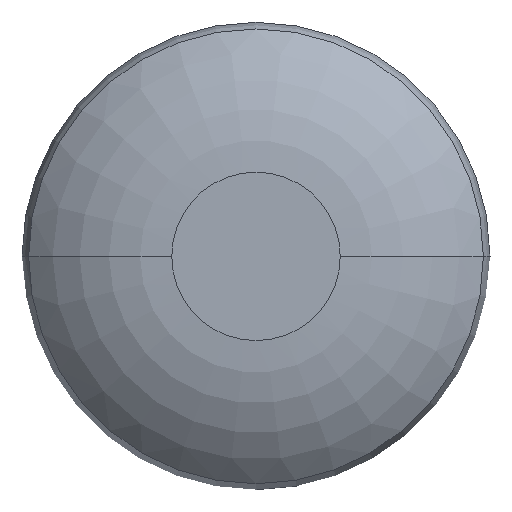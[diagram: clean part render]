
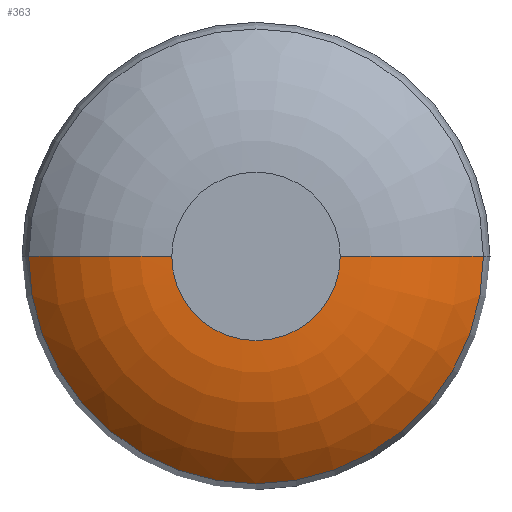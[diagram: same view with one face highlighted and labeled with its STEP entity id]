
A CAD part, left-side view. The second image highlights one B-rep face of the part: STEP entity #363.
In plain terms, the highlighted toroidal (fillet/blend) face has major radius 2.388 mm and minor radius 5.639 mm.
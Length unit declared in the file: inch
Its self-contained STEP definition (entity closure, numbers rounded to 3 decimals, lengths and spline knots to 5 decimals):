
#15 = CARTESIAN_POINT ( 'NONE',  ( 0.068, 0., 0. ) ) ;
#21 = DIRECTION ( 'NONE',  ( 1., 0., 0. ) ) ;
#28 = CARTESIAN_POINT ( 'NONE',  ( 0.068, 0.2539, 0. ) ) ;
#60 = EDGE_CURVE ( 'NONE', #763, #483, #673, .T. ) ;
#73 = DIRECTION ( 'NONE',  ( 0., 1., 0. ) ) ;
#85 = EDGE_CURVE ( 'NONE', #394, #483, #813, .T. ) ;
#119 = AXIS2_PLACEMENT_3D ( 'NONE', #746, #740, #670 ) ;
#140 = DIRECTION ( 'NONE',  ( -1., 0., 0. ) ) ;
#141 = CARTESIAN_POINT ( 'NONE',  ( 0., 0., 0. ) ) ;
#169 = EDGE_LOOP ( 'NONE', ( #892, #848, #433, #703 ) ) ;
#242 = DIRECTION ( 'NONE',  ( 0., 1., 0. ) ) ;
#248 = EDGE_CURVE ( 'NONE', #579, #394, #272, .T. ) ;
#264 = TOROIDAL_SURFACE ( 'NONE', #375, 0.094, 0.222 ) ;
#272 = CIRCLE ( 'NONE', #119, 0.222 ) ;
#286 = AXIS2_PLACEMENT_3D ( 'NONE', #141, #604, #73 ) ;
#291 = DIRECTION ( 'NONE',  ( 0., 0., -1. ) ) ;
#307 = CARTESIAN_POINT ( 'NONE',  ( 0.068, -0.2539, 0. ) ) ;
#322 = FACE_OUTER_BOUND ( 'NONE', #169, .T. ) ;
#363 = ADVANCED_FACE ( 'NONE', ( #322 ), #264, .T. ) ;
#375 = AXIS2_PLACEMENT_3D ( 'NONE', #908, #21, #389 ) ;
#389 = DIRECTION ( 'NONE',  ( 0., 1., 0. ) ) ;
#394 = VERTEX_POINT ( 'NONE', #307 ) ;
#413 = CARTESIAN_POINT ( 'NONE',  ( 0., -0.094, 0. ) ) ;
#433 = ORIENTED_EDGE ( 'NONE', *, *, #60, .T. ) ;
#483 = VERTEX_POINT ( 'NONE', #28 ) ;
#579 = VERTEX_POINT ( 'NONE', #413 ) ;
#604 = DIRECTION ( 'NONE',  ( 1., 0., 0. ) ) ;
#607 = DIRECTION ( 'NONE',  ( 1., 0., 0. ) ) ;
#651 = CARTESIAN_POINT ( 'NONE',  ( 0., 0.094, 0. ) ) ;
#670 = DIRECTION ( 'NONE',  ( 0., -1., 0. ) ) ;
#673 = CIRCLE ( 'NONE', #798, 0.222 ) ;
#687 = CIRCLE ( 'NONE', #286, 0.094 ) ;
#703 = ORIENTED_EDGE ( 'NONE', *, *, #85, .F. ) ;
#740 = DIRECTION ( 'NONE',  ( 0., 0., 1. ) ) ;
#746 = CARTESIAN_POINT ( 'NONE',  ( 0.222, -0.094, 0. ) ) ;
#763 = VERTEX_POINT ( 'NONE', #651 ) ;
#798 = AXIS2_PLACEMENT_3D ( 'NONE', #953, #291, #140 ) ;
#813 = CIRCLE ( 'NONE', #915, 0.2539 ) ;
#848 = ORIENTED_EDGE ( 'NONE', *, *, #894, .T. ) ;
#892 = ORIENTED_EDGE ( 'NONE', *, *, #248, .F. ) ;
#894 = EDGE_CURVE ( 'NONE', #579, #763, #687, .T. ) ;
#908 = CARTESIAN_POINT ( 'NONE',  ( 0.222, 0., 0. ) ) ;
#915 = AXIS2_PLACEMENT_3D ( 'NONE', #15, #607, #242 ) ;
#953 = CARTESIAN_POINT ( 'NONE',  ( 0.222, 0.094, 0. ) ) ;
